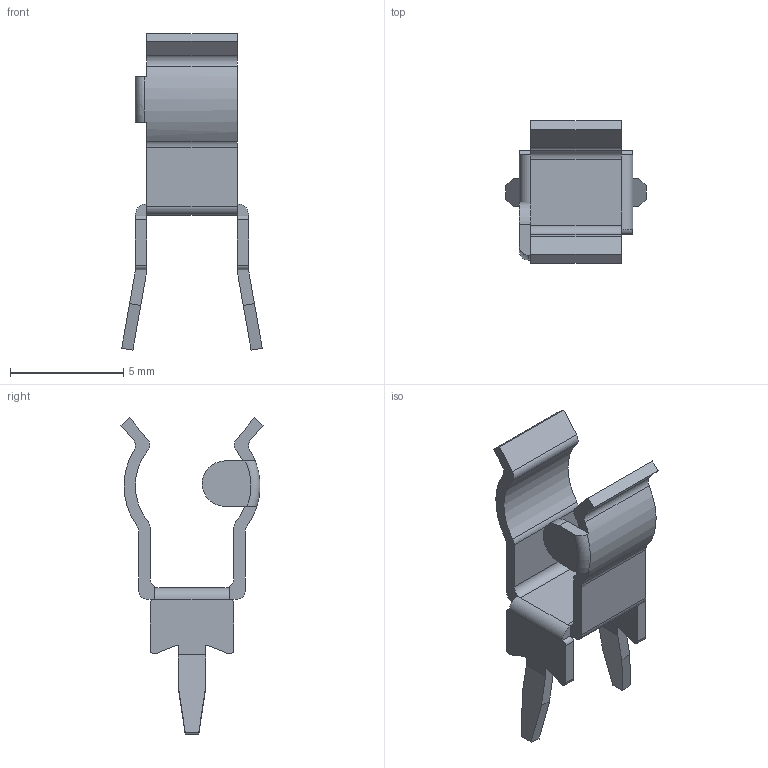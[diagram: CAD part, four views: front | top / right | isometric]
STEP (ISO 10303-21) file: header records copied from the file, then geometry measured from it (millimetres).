
FILE_DESCRIPTION(/* description */ (''),/* implementation_level */ '2;1');
FILE_NAME(/* name */ '05200001.step',/* time_stamp */ '2024-02-20T18:56:06+01:00',/* author */ (''),/* organization */ (''),/* preprocessor_version */ 'ST-DEVELOPER v20',/* originating_system */ 'Autodesk Translation Framework v12.20.1.177',/* authorisation */ '');
FILE_SCHEMA (('AUTOMOTIVE_DESIGN { 1 0 10303 214 3 1 1 }'));
Length unit declared in the file: millimetre
Products named in the file (1): 05200001
Bounding box: 6.2 x 6.27 x 13.95 mm (x, y, z)
Volume: 56.9 mm3; surface area: 263 mm2
Topology: 1 solids, 1 shells, 84 faces, 228 edges, 146 vertices
Faces by surface type: plane 51, cylinder 32, torus 1
Entity records: 2691 total; most frequent: CARTESIAN_POINT 477, DIRECTION 465, ORIENTED_EDGE 456, EDGE_CURVE 228, LINE 157, VECTOR 157, AXIS2_PLACEMENT_3D 154, VERTEX_POINT 146
